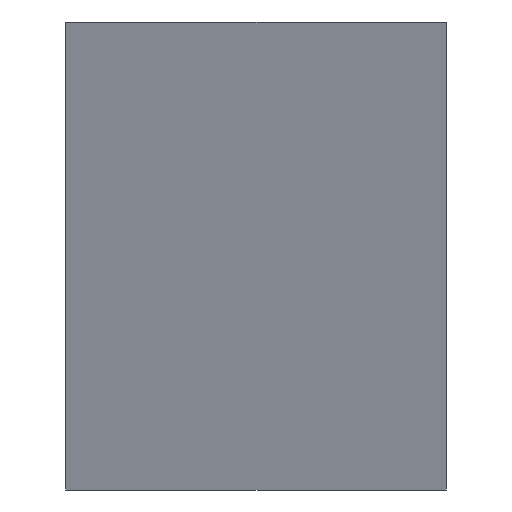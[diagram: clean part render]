
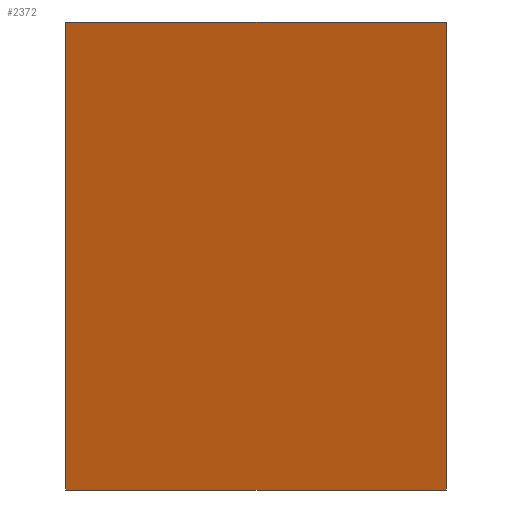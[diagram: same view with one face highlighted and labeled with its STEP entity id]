
A CAD part, top view. The second image highlights one B-rep face of the part: STEP entity #2372.
In plain terms, the highlighted planar face has unit normal (0, -0.259, 0.966).
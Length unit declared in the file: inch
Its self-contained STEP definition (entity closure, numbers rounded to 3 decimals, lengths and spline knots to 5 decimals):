
#102=PLANE('',#2600);
#268=LINE('',#3643,#546);
#269=LINE('',#3645,#547);
#270=LINE('',#3647,#548);
#271=LINE('',#3648,#549);
#546=VECTOR('',#2988,0.3937);
#547=VECTOR('',#2989,0.3937);
#548=VECTOR('',#2990,0.3937);
#549=VECTOR('',#2991,0.3937);
#825=FACE_OUTER_BOUND('',#980,.T.);
#980=EDGE_LOOP('',(#1890,#1891,#1892,#1893));
#1191=VERTEX_POINT('',#3641);
#1192=VERTEX_POINT('',#3642);
#1193=VERTEX_POINT('',#3644);
#1194=VERTEX_POINT('',#3646);
#1447=EDGE_CURVE('',#1191,#1192,#268,.T.);
#1448=EDGE_CURVE('',#1193,#1192,#269,.T.);
#1449=EDGE_CURVE('',#1193,#1194,#270,.T.);
#1450=EDGE_CURVE('',#1194,#1191,#271,.T.);
#1890=ORIENTED_EDGE('',*,*,#1447,.T.);
#1891=ORIENTED_EDGE('',*,*,#1448,.F.);
#1892=ORIENTED_EDGE('',*,*,#1449,.T.);
#1893=ORIENTED_EDGE('',*,*,#1450,.T.);
#2372=ADVANCED_FACE('',(#825),#102,.T.);
#2600=AXIS2_PLACEMENT_3D('',#3640,#2986,#2987);
#2986=DIRECTION('center_axis',(0.,-0.259,0.966));
#2987=DIRECTION('ref_axis',(0.,0.966,0.259));
#2988=DIRECTION('',(0.,-0.966,-0.259));
#2989=DIRECTION('',(-1.,0.,0.));
#2990=DIRECTION('',(0.,0.966,0.259));
#2991=DIRECTION('',(-1.,0.,0.));
#3640=CARTESIAN_POINT('Origin',(2.75,-4.01148,0.19221));
#3641=CARTESIAN_POINT('',(-2.75,2.75,2.00394));
#3642=CARTESIAN_POINT('',(-2.75,-4.01148,0.19221));
#3643=CARTESIAN_POINT('',(-2.75,-2.36639,0.63301));
#3644=CARTESIAN_POINT('',(2.75,-4.01148,0.19221));
#3645=CARTESIAN_POINT('',(2.75,-4.01148,0.19221));
#3646=CARTESIAN_POINT('',(2.75,2.75,2.00394));
#3647=CARTESIAN_POINT('',(2.75,1.01435,1.53887));
#3648=CARTESIAN_POINT('',(2.75,2.75,2.00394));
